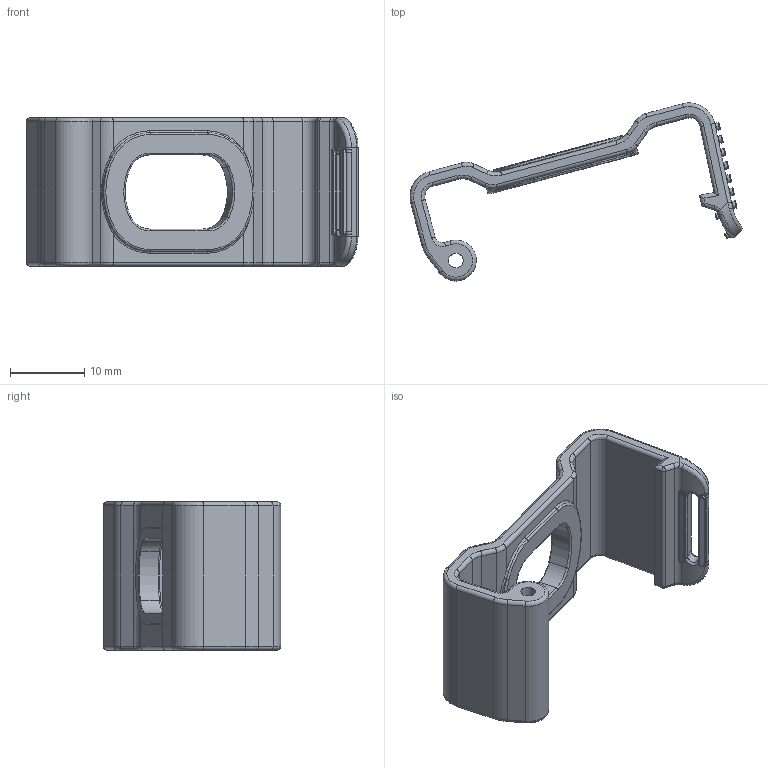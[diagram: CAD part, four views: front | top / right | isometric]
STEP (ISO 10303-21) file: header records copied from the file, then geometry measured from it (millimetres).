
FILE_DESCRIPTION(/* description */ (''),/* implementation_level */ '2;1');
FILE_NAME(/* name */ '卡扣.step',/* time_stamp */ '2022-06-22T22:56:52+08:00',/* author */ (''),/* organization */ (''),/* preprocessor_version */ 'ST-DEVELOPER v19',/* originating_system */ 'Autodesk Translation Framework v11.7.0.108',/* authorisation */ '');
FILE_SCHEMA (('AUTOMOTIVE_DESIGN { 1 0 10303 214 3 1 1 }'));
Length unit declared in the file: millimetre
Products named in the file (1): ¿¨¿Û
Bounding box: 44.76 x 23.99 x 20 mm (x, y, z)
Volume: 3076.4 mm3; surface area: 3446.3 mm2
Topology: 1 solids, 1 shells, 407 faces, 917 edges, 536 vertices
Faces by surface type: cylinder 148, torus 130, plane 69, bspline 58, sphere 2
Full cylindrical faces by diameter (mm): 1 x33, 2 x1
Entity records: 15584 total; most frequent: CARTESIAN_POINT 6484, DIRECTION 2069, ORIENTED_EDGE 1830, EDGE_CURVE 915, AXIS2_PLACEMENT_3D 912, CIRCLE 554, VERTEX_POINT 536, EDGE_LOOP 439
